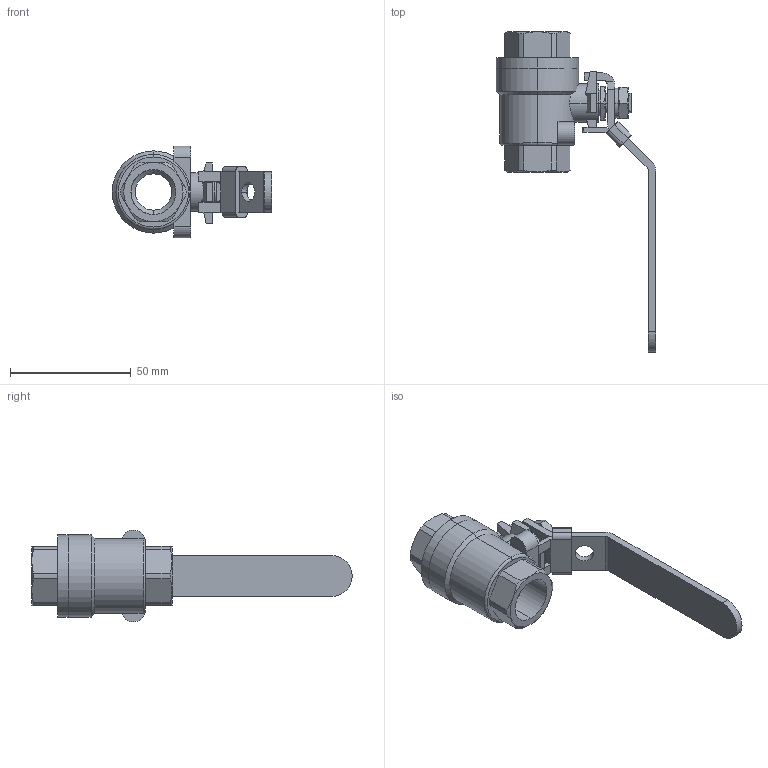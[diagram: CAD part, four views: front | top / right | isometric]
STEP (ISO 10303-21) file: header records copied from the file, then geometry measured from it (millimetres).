
FILE_DESCRIPTION (( 'STEP AP214' ), '1' );
FILE_NAME ('Fig.2001 DN-015.STEP', '2019-04-23T08:05:11', ( 'admin' ), ( 'Hewlett-Packard Company' ), 'SwSTEP 2.0', 'SolidWorks 2019', '' );
FILE_SCHEMA (( 'AUTOMOTIVE_DESIGN' ));
Length unit declared in the file: millimetre
Products named in the file (1): Fig.2001 DN-015
Bounding box: 65.9 x 132.5 x 38 mm (x, y, z)
Volume: 38264 mm3; surface area: 28302.6 mm2
Topology: 13 solids, 13 shells, 307 faces, 728 edges, 461 vertices
Faces by surface type: plane 131, cylinder 115, cone 56, sphere 2, torus 2, bspline 1
Entity records: 9530 total; most frequent: CARTESIAN_POINT 2195, DIRECTION 1539, ORIENTED_EDGE 1444, EDGE_CURVE 722, AXIS2_PLACEMENT_3D 601, VERTEX_POINT 461, EDGE_LOOP 355, VECTOR 337
